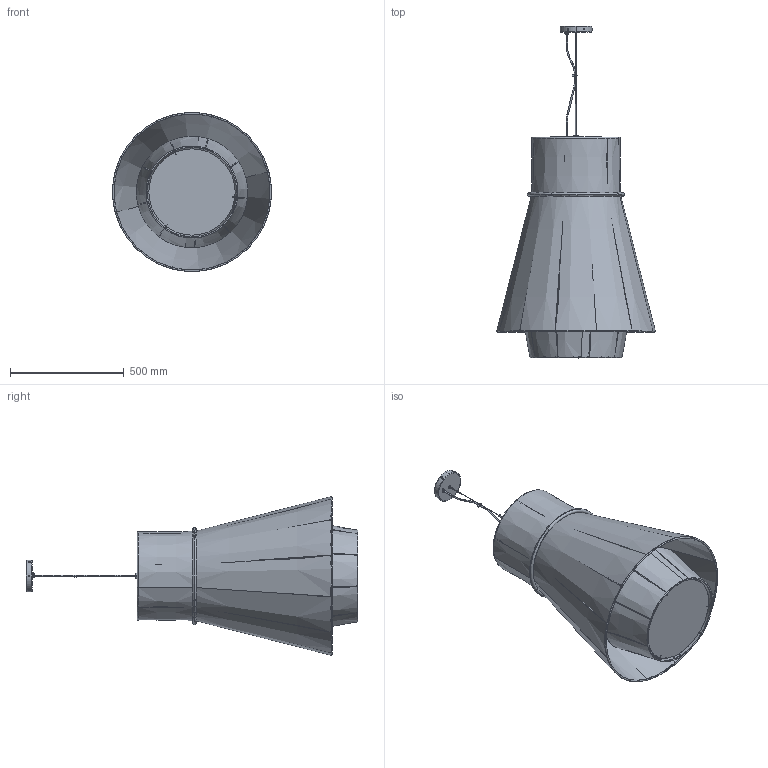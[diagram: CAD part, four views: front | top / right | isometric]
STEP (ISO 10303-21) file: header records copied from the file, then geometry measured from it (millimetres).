
FILE_DESCRIPTION (( 'STEP AP203' ), '1' );
FILE_NAME ('FOLIE S-70-02 206022xxyyy.STEP', '2021-08-26T09:44:53', ( '' ), ( '' ), 'SwSTEP 2.0', 'SolidWorks 2019', '' );
FILE_SCHEMA (( 'CONFIG_CONTROL_DESIGN' ));
Length unit declared in the file: millimetre
Products named in the file (23): 000-P-836; 000-206-022; 000-913-004; 000-920-001-FOLIE 02; FOLIE S-70-02 206022xxyyy; 000-FLO003; 000-224-32; 000-P-837; 000-206-011 V3; 000-206-023; 000-920-007; 000-1018-06; 000-206-024; 000-D7985-410; 000-914-002; 000-907-027-FOLIE 70-2; 000-206-012 V2; 000-206-014; 000-SUB206-004; 000-914-075; 000-206-025; 000-309-053; 000-914-001
Assembly tree (24 placements, depth 3):
  FOLIE S-70-02 206022xxyyy
    000-P-836
      000-206-011 V3
      000-206-012 V2
    000-SUB206-004
      000-920-001-FOLIE 02
    000-P-837
      000-206-014
    000-206-023
    000-206-022
    000-309-053
    000-914-075
    000-206-024
    000-206-025
    000-907-027-FOLIE 70-2
    000-913-004
    000-FLO003
      000-224-32
      000-1018-06
      000-920-007
      000-D7985-410  x3
      000-914-001
      000-914-002
Bounding box: 698.85 x 1461.71 x 698.85 mm (x, y, z)
Volume: 575315.9 mm3; surface area: 4445805.5 mm2
Topology: 19 solids, 57 shells, 753 faces, 1722 edges, 1079 vertices
Faces by surface type: cylinder 320, plane 235, torus 106, cone 40, bspline 38, sphere 14
Entity records: 28235 total; most frequent: CARTESIAN_POINT 9385, DIRECTION 3720, ORIENTED_EDGE 3204, EDGE_CURVE 1602, AXIS2_PLACEMENT_3D 1560, VERTEX_POINT 1003, CIRCLE 859, EDGE_LOOP 801
